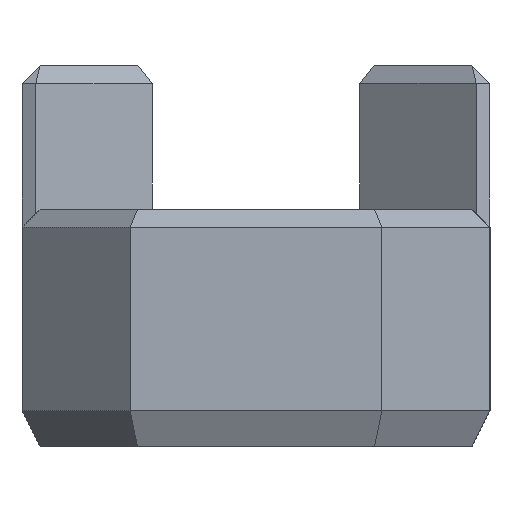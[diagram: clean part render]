
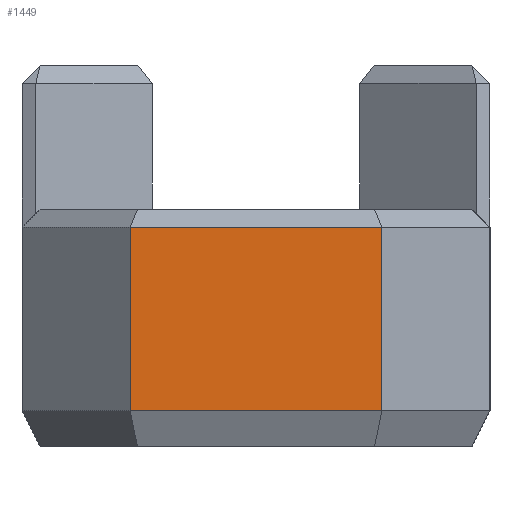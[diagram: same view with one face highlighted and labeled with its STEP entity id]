
A CAD part, left-side view. The second image highlights one B-rep face of the part: STEP entity #1449.
In plain terms, the highlighted planar face has unit normal (-1, 0, 0).
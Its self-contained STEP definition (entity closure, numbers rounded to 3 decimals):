
#137=FACE_OUTER_BOUND('',#223,.T.);
#223=EDGE_LOOP('',(#1099,#1100,#1101,#1102));
#356=LINE('',#2150,#538);
#373=LINE('',#2181,#555);
#374=LINE('',#2183,#556);
#375=LINE('',#2184,#557);
#538=VECTOR('',#1755,10.);
#555=VECTOR('',#1786,10.);
#556=VECTOR('',#1787,10.);
#557=VECTOR('',#1788,10.);
#693=VERTEX_POINT('',#2147);
#694=VERTEX_POINT('',#2149);
#701=VERTEX_POINT('',#2180);
#702=VERTEX_POINT('',#2182);
#832=EDGE_CURVE('',#693,#694,#356,.T.);
#849=EDGE_CURVE('',#701,#693,#373,.T.);
#850=EDGE_CURVE('',#702,#701,#374,.T.);
#851=EDGE_CURVE('',#694,#702,#375,.T.);
#1099=ORIENTED_EDGE('',*,*,#832,.F.);
#1100=ORIENTED_EDGE('',*,*,#849,.F.);
#1101=ORIENTED_EDGE('',*,*,#850,.F.);
#1102=ORIENTED_EDGE('',*,*,#851,.F.);
#1369=PLANE('',#1558);
#1449=ADVANCED_FACE('',(#137),#1369,.T.);
#1558=AXIS2_PLACEMENT_3D('',#2179,#1784,#1785);
#1755=DIRECTION('',(0.,1.,0.));
#1784=DIRECTION('center_axis',(-1.,0.,0.));
#1785=DIRECTION('ref_axis',(0.,-1.,0.));
#1786=DIRECTION('',(0.,0.,-1.));
#1787=DIRECTION('',(0.,-1.,0.));
#1788=DIRECTION('',(0.,0.,1.));
#2147=CARTESIAN_POINT('',(-27.5,-3.5,1.));
#2149=CARTESIAN_POINT('',(-27.5,3.5,1.));
#2150=CARTESIAN_POINT('',(-27.5,3.25,1.));
#2179=CARTESIAN_POINT('Origin',(-27.5,6.5,0.));
#2180=CARTESIAN_POINT('',(-27.5,-3.5,6.1));
#2181=CARTESIAN_POINT('',(-27.5,-3.5,0.));
#2182=CARTESIAN_POINT('',(-27.5,3.5,6.1));
#2183=CARTESIAN_POINT('',(-27.5,3.25,6.1));
#2184=CARTESIAN_POINT('',(-27.5,3.5,0.));
